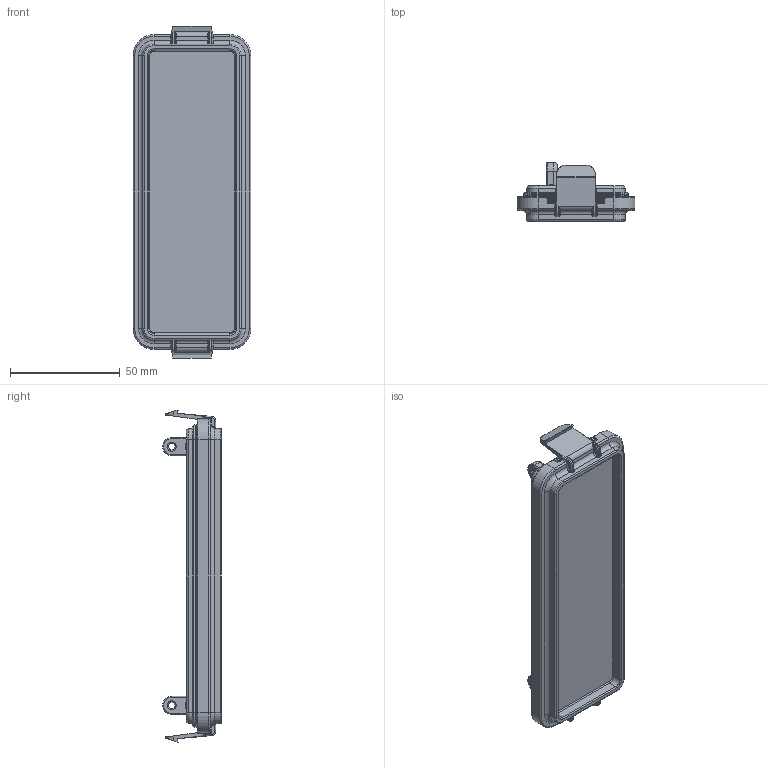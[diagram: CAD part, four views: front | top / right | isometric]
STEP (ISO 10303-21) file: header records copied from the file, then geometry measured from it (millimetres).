
FILE_DESCRIPTION((''),'2;1');
FILE_NAME('PL000819','2020-04-28T',('zenin.deng'),(''),'PRO/ENGINEER BY PARAMETRIC TECHNOLOGY CORPORATION, 2016360','PRO/ENGINEER BY PARAMETRIC TECHNOLOGY CORPORATION, 2016360','');
FILE_SCHEMA(('CONFIG_CONTROL_DESIGN'));
Length unit declared in the file: millimetre
Products named in the file (1): PL000819
Bounding box: 53.8 x 26.75 x 151.56 mm (x, y, z)
Volume: 38678.1 mm3; surface area: 31576.1 mm2
Topology: 1 solids, 11 shells, 1001 faces, 2511 edges, 1564 vertices
Faces by surface type: plane 327, cylinder 264, extrusion 188, torus 144, bspline 64, cone 12, sphere 2
Entity records: 35124 total; most frequent: CARTESIAN_POINT 12027, ORIENTED_EDGE 4986, DIRECTION 4317, EDGE_CURVE 2509, VERTEX_POINT 1564, VECTOR 1489, AXIS2_PLACEMENT_3D 1414, LINE 1301
